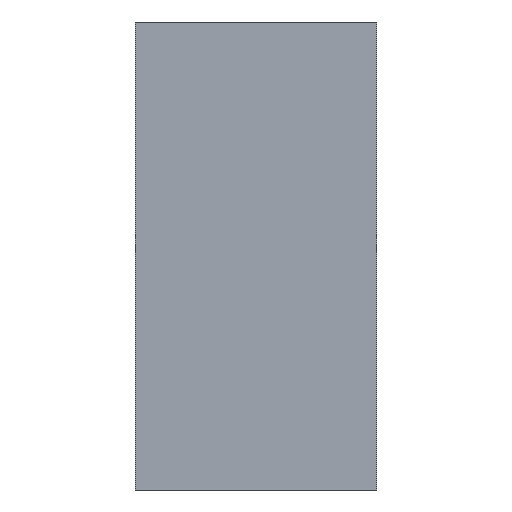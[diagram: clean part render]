
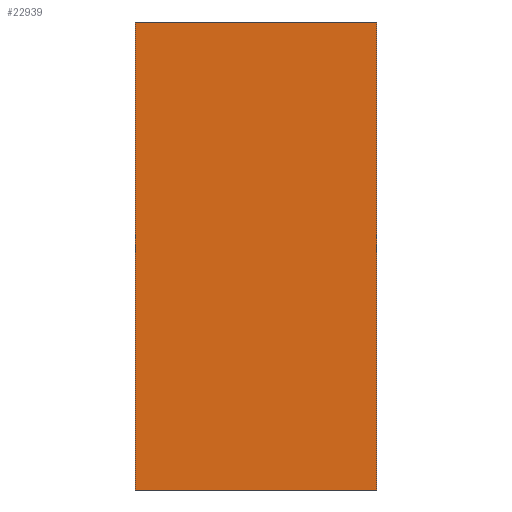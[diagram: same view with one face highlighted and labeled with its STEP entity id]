
A CAD part, front view. The second image highlights one B-rep face of the part: STEP entity #22939.
In plain terms, the highlighted planar face has unit normal (0, -1, 0).
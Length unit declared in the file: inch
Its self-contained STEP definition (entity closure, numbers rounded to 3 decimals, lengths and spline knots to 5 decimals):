
#1443 = ORIENTED_EDGE ( 'NONE', *, *, #36678, .T. ) ;
#4299 = ORIENTED_EDGE ( 'NONE', *, *, #69766, .T. ) ;
#4442 = CARTESIAN_POINT ( 'NONE',  ( 26., -3.25, 52.875 ) ) ;
#5398 = CARTESIAN_POINT ( 'NONE',  ( -26., -3.25, -47.875 ) ) ;
#5464 = CARTESIAN_POINT ( 'NONE',  ( 0., -3.25, 0. ) ) ;
#7232 = LINE ( 'NONE', #52812, #50843 ) ;
#7747 = EDGE_CURVE ( 'NONE', #8617, #28572, #7232, .T. ) ;
#8617 = VERTEX_POINT ( 'NONE', #18603 ) ;
#14069 = VERTEX_POINT ( 'NONE', #4442 ) ;
#18204 = EDGE_LOOP ( 'NONE', ( #1443, #4299, #53243, #65351 ) ) ;
#18603 = CARTESIAN_POINT ( 'NONE',  ( -26., -3.25, 52.875 ) ) ;
#22939 = ADVANCED_FACE ( 'NONE', ( #39195 ), #32674, .F. ) ;
#25173 = EDGE_CURVE ( 'NONE', #28572, #33751, #68180, .T. ) ;
#28341 = LINE ( 'NONE', #62581, #49801 ) ;
#28572 = VERTEX_POINT ( 'NONE', #5398 ) ;
#29224 = VECTOR ( 'NONE', #45521, 39.37008 ) ;
#29757 = DIRECTION ( 'NONE',  ( 0., 0., 1. ) ) ;
#32674 = PLANE ( 'NONE',  #70065 ) ;
#33751 = VERTEX_POINT ( 'NONE', #52173 ) ;
#34015 = CARTESIAN_POINT ( 'NONE',  ( -26., -3.25, 52.875 ) ) ;
#34718 = VECTOR ( 'NONE', #47624, 39.37008 ) ;
#36678 = EDGE_CURVE ( 'NONE', #33751, #14069, #28341, .T. ) ;
#37950 = DIRECTION ( 'NONE',  ( 0., 0., -1. ) ) ;
#39195 = FACE_OUTER_BOUND ( 'NONE', #18204, .T. ) ;
#43677 = DIRECTION ( 'NONE',  ( 0., 1., 0. ) ) ;
#45521 = DIRECTION ( 'NONE',  ( -1., 0., 0. ) ) ;
#47624 = DIRECTION ( 'NONE',  ( 1., 0., 0. ) ) ;
#49801 = VECTOR ( 'NONE', #29757, 39.37008 ) ;
#50843 = VECTOR ( 'NONE', #37950, 39.37008 ) ;
#52173 = CARTESIAN_POINT ( 'NONE',  ( 26., -3.25, -47.875 ) ) ;
#52812 = CARTESIAN_POINT ( 'NONE',  ( -26., -3.25, -47.875 ) ) ;
#53243 = ORIENTED_EDGE ( 'NONE', *, *, #7747, .T. ) ;
#60205 = DIRECTION ( 'NONE',  ( 0., 0., 1. ) ) ;
#62581 = CARTESIAN_POINT ( 'NONE',  ( 26., -3.25, -47.875 ) ) ;
#63521 = LINE ( 'NONE', #34015, #29224 ) ;
#65351 = ORIENTED_EDGE ( 'NONE', *, *, #25173, .T. ) ;
#68180 = LINE ( 'NONE', #69380, #34718 ) ;
#69380 = CARTESIAN_POINT ( 'NONE',  ( -26., -3.25, -47.875 ) ) ;
#69766 = EDGE_CURVE ( 'NONE', #14069, #8617, #63521, .T. ) ;
#70065 = AXIS2_PLACEMENT_3D ( 'NONE', #5464, #43677, #60205 ) ;
